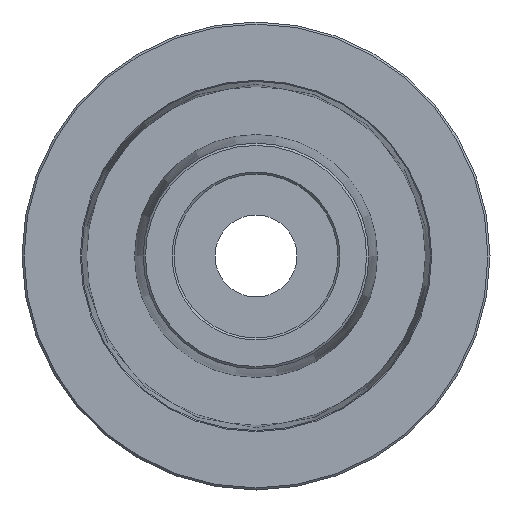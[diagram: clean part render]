
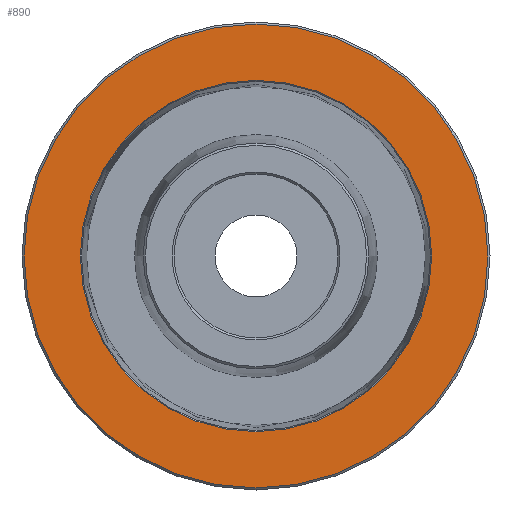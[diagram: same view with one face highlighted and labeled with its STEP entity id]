
A CAD part, left-side view. The second image highlights one B-rep face of the part: STEP entity #890.
In plain terms, the highlighted planar face has unit normal (-1, 0, 0).
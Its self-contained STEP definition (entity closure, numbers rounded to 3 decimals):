
#56 = CARTESIAN_POINT ( 'NONE',  ( 6., -85.75, 0. ) ) ;
#99 = EDGE_LOOP ( 'NONE', ( #1166 ) ) ;
#243 = AXIS2_PLACEMENT_3D ( 'NONE', #274, #996, #565 ) ;
#264 = CARTESIAN_POINT ( 'NONE',  ( 6., 0., -113.25 ) ) ;
#274 = CARTESIAN_POINT ( 'NONE',  ( 6., 0., 0. ) ) ;
#324 = VERTEX_POINT ( 'NONE', #56 ) ;
#362 = EDGE_CURVE ( 'NONE', #726, #726, #1320, .T. ) ;
#383 = DIRECTION ( 'NONE',  ( 0., -1., 0. ) ) ;
#427 = ORIENTED_EDGE ( 'NONE', *, *, #870, .T. ) ;
#565 = DIRECTION ( 'NONE',  ( 0., 0., -1. ) ) ;
#574 = PLANE ( 'NONE',  #1291 ) ;
#578 = EDGE_LOOP ( 'NONE', ( #427 ) ) ;
#693 = DIRECTION ( 'NONE',  ( 0., 0., 1. ) ) ;
#714 = CIRCLE ( 'NONE', #811, 85.75 ) ;
#726 = VERTEX_POINT ( 'NONE', #264 ) ;
#811 = AXIS2_PLACEMENT_3D ( 'NONE', #1001, #1095, #383 ) ;
#870 = EDGE_CURVE ( 'NONE', #324, #324, #714, .T. ) ;
#890 = ADVANCED_FACE ( 'NONE', ( #1234, #954 ), #574, .T. ) ;
#954 = FACE_BOUND ( 'NONE', #578, .T. ) ;
#996 = DIRECTION ( 'NONE',  ( 1., 0., 0. ) ) ;
#1001 = CARTESIAN_POINT ( 'NONE',  ( 6., 0., 0. ) ) ;
#1095 = DIRECTION ( 'NONE',  ( 1., 0., 0. ) ) ;
#1102 = CARTESIAN_POINT ( 'NONE',  ( 6., 57.125, 0. ) ) ;
#1166 = ORIENTED_EDGE ( 'NONE', *, *, #362, .F. ) ;
#1234 = FACE_OUTER_BOUND ( 'NONE', #99, .T. ) ;
#1291 = AXIS2_PLACEMENT_3D ( 'NONE', #1102, #1293, #693 ) ;
#1293 = DIRECTION ( 'NONE',  ( -1., 0., 0. ) ) ;
#1320 = CIRCLE ( 'NONE', #243, 113.25 ) ;
